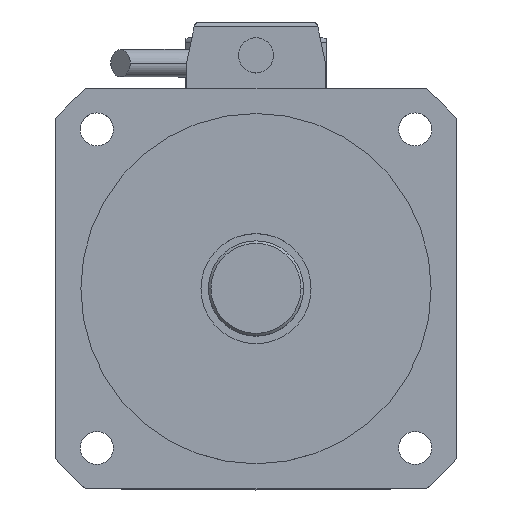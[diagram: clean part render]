
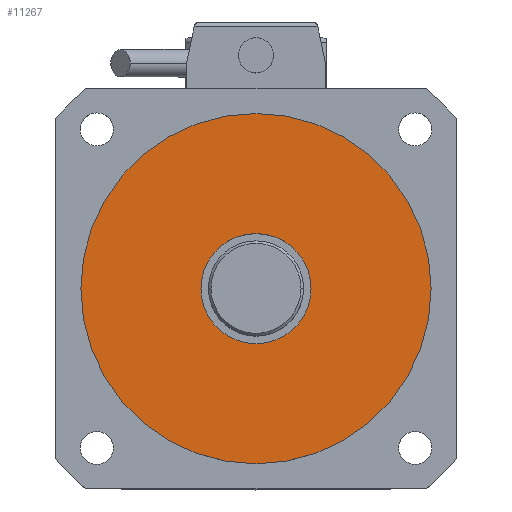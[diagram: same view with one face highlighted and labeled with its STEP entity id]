
A CAD part, top view. The second image highlights one B-rep face of the part: STEP entity #11267.
In plain terms, the highlighted planar face has unit normal (0, 0, 1).
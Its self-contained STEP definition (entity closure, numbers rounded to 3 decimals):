
#199 = DIRECTION ( 'NONE',  ( 1., 0., 0. ) ) ;
#838 = EDGE_LOOP ( 'NONE', ( #4508, #4357 ) ) ;
#1177 = CARTESIAN_POINT ( 'NONE',  ( 0., 0., 49.5 ) ) ;
#1620 = CIRCLE ( 'NONE', #9319, 11. ) ;
#2215 = CARTESIAN_POINT ( 'NONE',  ( -11., 0., 49.5 ) ) ;
#2293 = CARTESIAN_POINT ( 'NONE',  ( 11., 0., 49.5 ) ) ;
#2364 = CIRCLE ( 'NONE', #8819, 35. ) ;
#2382 = DIRECTION ( 'NONE',  ( 1., 0., 0. ) ) ;
#2468 = CARTESIAN_POINT ( 'NONE',  ( 35., 0., 49.5 ) ) ;
#2915 = DIRECTION ( 'NONE',  ( 0., 0., 1. ) ) ;
#3828 = AXIS2_PLACEMENT_3D ( 'NONE', #9149, #5743, #13613 ) ;
#3984 = VERTEX_POINT ( 'NONE', #2468 ) ;
#4008 = ORIENTED_EDGE ( 'NONE', *, *, #7080, .T. ) ;
#4357 = ORIENTED_EDGE ( 'NONE', *, *, #11043, .F. ) ;
#4508 = ORIENTED_EDGE ( 'NONE', *, *, #13630, .F. ) ;
#4597 = PLANE ( 'NONE',  #3828 ) ;
#5320 = EDGE_LOOP ( 'NONE', ( #7039, #4008 ) ) ;
#5396 = VERTEX_POINT ( 'NONE', #2293 ) ;
#5743 = DIRECTION ( 'NONE',  ( 0., 0., 1. ) ) ;
#6202 = CARTESIAN_POINT ( 'NONE',  ( -35., 0., 49.5 ) ) ;
#6814 = CARTESIAN_POINT ( 'NONE',  ( 0., 0., 49.5 ) ) ;
#7039 = ORIENTED_EDGE ( 'NONE', *, *, #13521, .T. ) ;
#7080 = EDGE_CURVE ( 'NONE', #3984, #14022, #2364, .T. ) ;
#7215 = DIRECTION ( 'NONE',  ( 0., 0., 1. ) ) ;
#7925 = FACE_BOUND ( 'NONE', #838, .T. ) ;
#7954 = DIRECTION ( 'NONE',  ( 1., 0., 0. ) ) ;
#8819 = AXIS2_PLACEMENT_3D ( 'NONE', #9807, #2915, #10920 ) ;
#9149 = CARTESIAN_POINT ( 'NONE',  ( 0., 0., 49.5 ) ) ;
#9319 = AXIS2_PLACEMENT_3D ( 'NONE', #1177, #9321, #2382 ) ;
#9321 = DIRECTION ( 'NONE',  ( 0., 0., 1. ) ) ;
#9807 = CARTESIAN_POINT ( 'NONE',  ( 0., 0., 49.5 ) ) ;
#10591 = FACE_OUTER_BOUND ( 'NONE', #5320, .T. ) ;
#10920 = DIRECTION ( 'NONE',  ( 1., 0., 0. ) ) ;
#11009 = CIRCLE ( 'NONE', #14057, 35. ) ;
#11043 = EDGE_CURVE ( 'NONE', #12296, #5396, #12017, .T. ) ;
#11267 = ADVANCED_FACE ( 'NONE', ( #7925, #10591 ), #4597, .T. ) ;
#12017 = CIRCLE ( 'NONE', #14363, 11. ) ;
#12296 = VERTEX_POINT ( 'NONE', #2215 ) ;
#13521 = EDGE_CURVE ( 'NONE', #14022, #3984, #11009, .T. ) ;
#13613 = DIRECTION ( 'NONE',  ( 1., 0., 0. ) ) ;
#13630 = EDGE_CURVE ( 'NONE', #5396, #12296, #1620, .T. ) ;
#13926 = CARTESIAN_POINT ( 'NONE',  ( 0., 0., 49.5 ) ) ;
#14022 = VERTEX_POINT ( 'NONE', #6202 ) ;
#14057 = AXIS2_PLACEMENT_3D ( 'NONE', #6814, #14652, #7954 ) ;
#14363 = AXIS2_PLACEMENT_3D ( 'NONE', #13926, #7215, #199 ) ;
#14652 = DIRECTION ( 'NONE',  ( 0., 0., 1. ) ) ;
